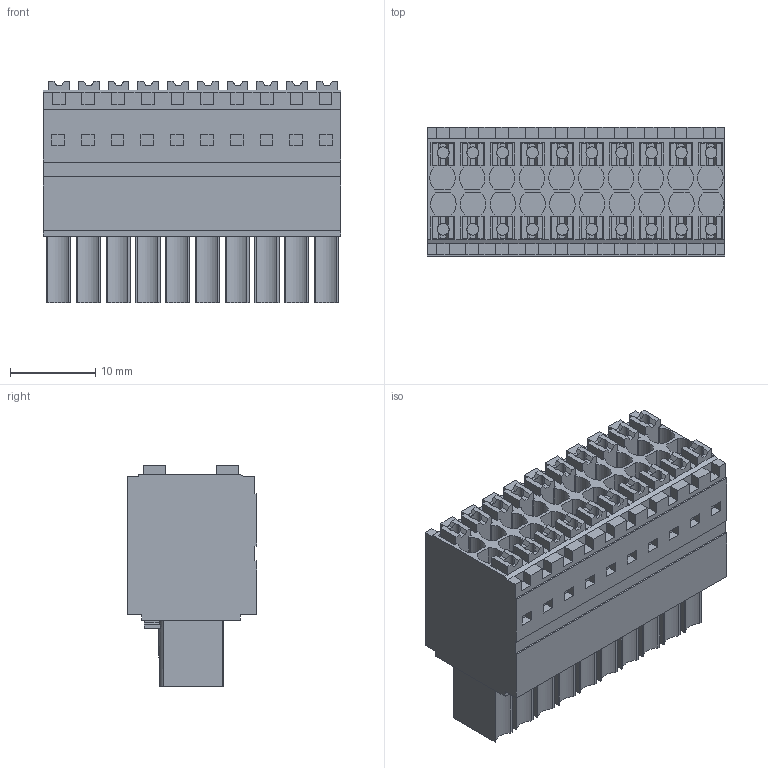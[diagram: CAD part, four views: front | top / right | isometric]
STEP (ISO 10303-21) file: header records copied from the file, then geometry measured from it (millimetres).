
FILE_DESCRIPTION(('CATIA V5 STEP','CAx-IF Rec.Pracs.--- Model Styling and Organization---1.2---2011-12-15'),'2;1');
FILE_NAME ('D1450427_0', '2017-05-27T10:49:40+00:00', ('none'), ('Weidmueller'), 'CATIA Version 5-6 Release 2014', 'CATIA V5 STEP AP214', 'none');
FILE_SCHEMA(('AUTOMOTIVE_DESIGN { 1 0 10303 214 1 1 1 1 }'));
Length unit declared in the file: millimetre
Products named in the file (1): 1277360000
Bounding box: 35 x 15.2 x 26.05 mm (x, y, z)
Volume: 9670.1 mm3; surface area: 7832 mm2
Topology: 21 solids, 21 shells, 1080 faces, 2999 edges, 2001 vertices
Faces by surface type: plane 980, cylinder 100
Entity records: 32356 total; most frequent: CARTESIAN_POINT 6278, ORIENTED_EDGE 5998, DIRECTION 4293, EDGE_CURVE 2999, VECTOR 2579, LINE 2579, VERTEX_POINT 2001, EDGE_LOOP 1160
